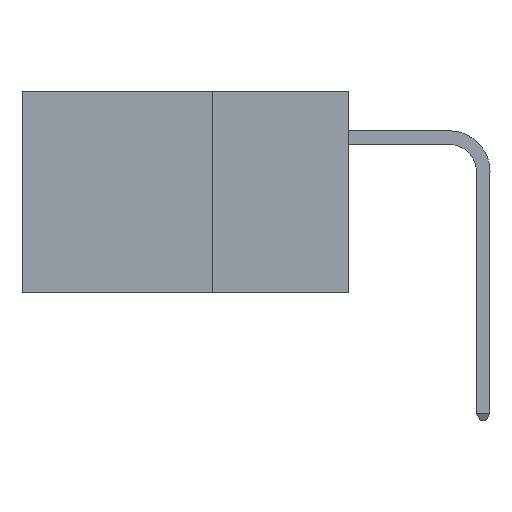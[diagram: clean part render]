
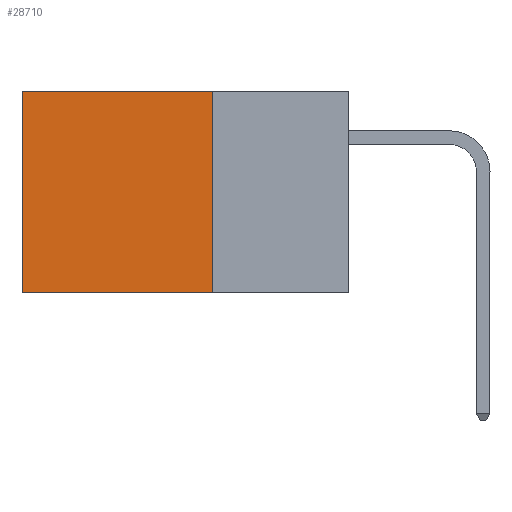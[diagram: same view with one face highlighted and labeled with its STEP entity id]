
A CAD part, left-side view. The second image highlights one B-rep face of the part: STEP entity #28710.
In plain terms, the highlighted planar face has unit normal (-1, 0, 0).
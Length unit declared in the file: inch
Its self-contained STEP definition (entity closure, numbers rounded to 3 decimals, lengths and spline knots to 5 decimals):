
#1648 = PLANE ( 'NONE',  #7390 ) ;
#1673 = LINE ( 'NONE', #2026, #22001 ) ;
#1696 = LINE ( 'NONE', #5169, #27344 ) ;
#2026 = CARTESIAN_POINT ( 'NONE',  ( 0.2875, 0.6, 0. ) ) ;
#5169 = CARTESIAN_POINT ( 'NONE',  ( 0.2875, 0.25, 0. ) ) ;
#5257 = ORIENTED_EDGE ( 'NONE', *, *, #28794, .F. ) ;
#6791 = ORIENTED_EDGE ( 'NONE', *, *, #25902, .T. ) ;
#7051 = DIRECTION ( 'NONE',  ( 1., 0., 0. ) ) ;
#7390 = AXIS2_PLACEMENT_3D ( 'NONE', #20195, #7051, #25524 ) ;
#9947 = EDGE_CURVE ( 'NONE', #12538, #29011, #1673, .T. ) ;
#10615 = VERTEX_POINT ( 'NONE', #17998 ) ;
#10741 = CARTESIAN_POINT ( 'NONE',  ( 0.2875, 0.25, 0. ) ) ;
#12538 = VERTEX_POINT ( 'NONE', #15799 ) ;
#12762 = DIRECTION ( 'NONE',  ( 0., 1., 0. ) ) ;
#13395 = DIRECTION ( 'NONE',  ( 0., 1., 0. ) ) ;
#13986 = VECTOR ( 'NONE', #12762, 39.37008 ) ;
#14498 = VERTEX_POINT ( 'NONE', #32181 ) ;
#15799 = CARTESIAN_POINT ( 'NONE',  ( 0.2875, 0.6, 0. ) ) ;
#16168 = CARTESIAN_POINT ( 'NONE',  ( 0.2875, 0.6, -0.37 ) ) ;
#17998 = CARTESIAN_POINT ( 'NONE',  ( 0.2875, 0.25, -0.37 ) ) ;
#19437 = EDGE_CURVE ( 'NONE', #14498, #10615, #1696, .T. ) ;
#20195 = CARTESIAN_POINT ( 'NONE',  ( 0.2875, 0.25, 0. ) ) ;
#22001 = VECTOR ( 'NONE', #23236, 39.37008 ) ;
#23236 = DIRECTION ( 'NONE',  ( 0., 0., -1. ) ) ;
#23329 = CARTESIAN_POINT ( 'NONE',  ( 0.2875, 0.25, -0.37 ) ) ;
#25129 = FACE_OUTER_BOUND ( 'NONE', #25441, .T. ) ;
#25441 = EDGE_LOOP ( 'NONE', ( #33307, #5257, #33360, #6791 ) ) ;
#25524 = DIRECTION ( 'NONE',  ( 0., 0., -1. ) ) ;
#25902 = EDGE_CURVE ( 'NONE', #14498, #12538, #28484, .T. ) ;
#26298 = DIRECTION ( 'NONE',  ( 0., 0., -1. ) ) ;
#27344 = VECTOR ( 'NONE', #26298, 39.37008 ) ;
#28484 = LINE ( 'NONE', #10741, #33767 ) ;
#28710 = ADVANCED_FACE ( 'NONE', ( #25129 ), #1648, .F. ) ;
#28782 = LINE ( 'NONE', #23329, #13986 ) ;
#28794 = EDGE_CURVE ( 'NONE', #10615, #29011, #28782, .T. ) ;
#29011 = VERTEX_POINT ( 'NONE', #16168 ) ;
#32181 = CARTESIAN_POINT ( 'NONE',  ( 0.2875, 0.25, 0. ) ) ;
#33307 = ORIENTED_EDGE ( 'NONE', *, *, #9947, .T. ) ;
#33360 = ORIENTED_EDGE ( 'NONE', *, *, #19437, .F. ) ;
#33767 = VECTOR ( 'NONE', #13395, 39.37008 ) ;
